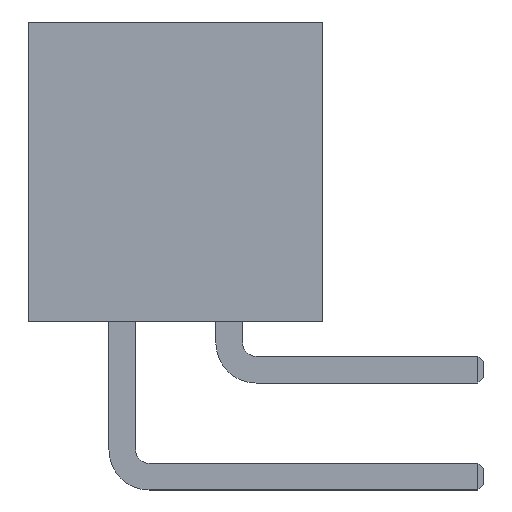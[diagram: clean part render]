
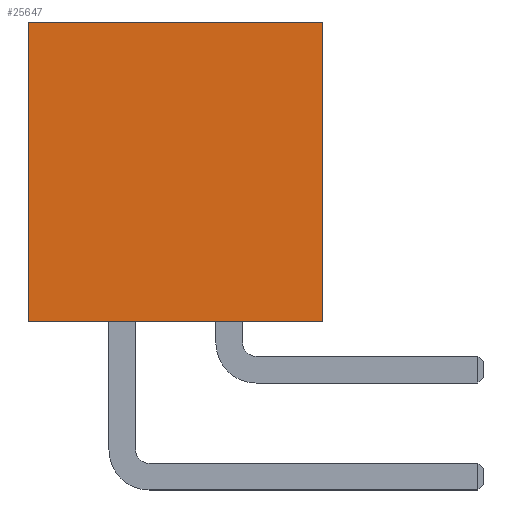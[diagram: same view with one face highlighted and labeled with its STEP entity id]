
A CAD part, left-side view. The second image highlights one B-rep face of the part: STEP entity #25647.
In plain terms, the highlighted planar face has unit normal (-1, 0, 0).
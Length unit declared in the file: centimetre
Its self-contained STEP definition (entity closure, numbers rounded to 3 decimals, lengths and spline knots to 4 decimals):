
#1636=FACE_OUTER_BOUND('',#3160,.T.);
#3160=EDGE_LOOP('',(#21792,#21793,#21794,#21795));
#6409=LINE('',#40307,#9569);
#6467=LINE('',#40399,#9627);
#6486=LINE('',#40437,#9646);
#6511=LINE('',#40485,#9671);
#9569=VECTOR('',#33472,0.56);
#9627=VECTOR('',#33586,0.55);
#9646=VECTOR('',#33613,0.55);
#9671=VECTOR('',#33658,0.56);
#11680=VERTEX_POINT('',#40304);
#11681=VERTEX_POINT('',#40306);
#11687=VERTEX_POINT('',#40398);
#11702=VERTEX_POINT('',#40435);
#14967=EDGE_CURVE('',#11681,#11680,#6409,.T.);
#15025=EDGE_CURVE('',#11687,#11681,#6467,.T.);
#15044=EDGE_CURVE('',#11702,#11680,#6486,.T.);
#15069=EDGE_CURVE('',#11687,#11702,#6511,.T.);
#21792=ORIENTED_EDGE('',*,*,#15025,.T.);
#21793=ORIENTED_EDGE('',*,*,#14967,.T.);
#21794=ORIENTED_EDGE('',*,*,#15044,.F.);
#21795=ORIENTED_EDGE('',*,*,#15069,.F.);
#23122=PLANE('',#27273);
#25647=ADVANCED_FACE('',(#1636),#23122,.T.);
#27273=AXIS2_PLACEMENT_3D('',#40506,#33681,#33682);
#33472=DIRECTION('',(0.,0.,1.));
#33586=DIRECTION('',(0.,-1.,0.));
#33613=DIRECTION('',(0.,-1.,0.));
#33658=DIRECTION('',(0.,0.,1.));
#33681=DIRECTION('center_axis',(-1.,0.,0.));
#33682=DIRECTION('ref_axis',(0.,-1.,0.));
#40304=CARTESIAN_POINT('',(-3.4409,-0.4313,-0.2726));
#40306=CARTESIAN_POINT('',(-3.4409,-0.4313,-0.8326));
#40307=CARTESIAN_POINT('',(-3.4409,-0.4313,-0.8326));
#40398=CARTESIAN_POINT('',(-3.4409,0.1187,-0.8326));
#40399=CARTESIAN_POINT('',(-3.4409,0.1187,-0.8326));
#40435=CARTESIAN_POINT('',(-3.4409,0.1187,-0.2726));
#40437=CARTESIAN_POINT('',(-3.4409,0.1187,-0.2726));
#40485=CARTESIAN_POINT('',(-3.4409,0.1187,-0.8326));
#40506=CARTESIAN_POINT('Origin',(-3.4409,0.1187,-0.8326));
